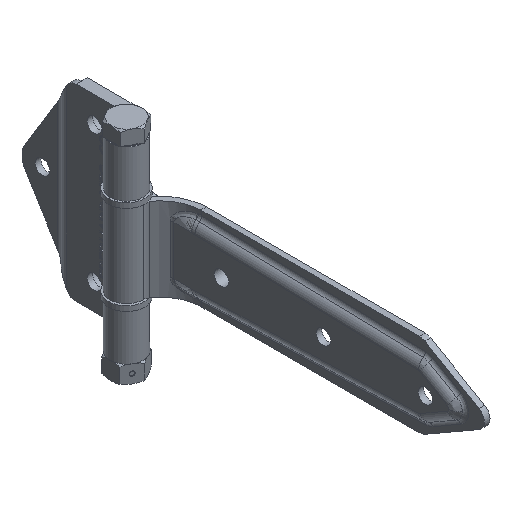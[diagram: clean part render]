
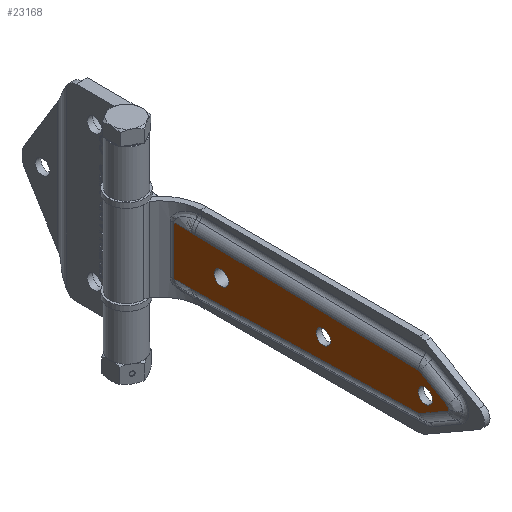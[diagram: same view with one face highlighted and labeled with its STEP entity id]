
A CAD part, isometric view. The second image highlights one B-rep face of the part: STEP entity #23168.
In plain terms, the highlighted planar face has unit normal (-1, 0, 0).
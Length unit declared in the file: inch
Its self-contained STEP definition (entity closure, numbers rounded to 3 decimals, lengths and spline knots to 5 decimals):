
#19946=CARTESIAN_POINT('',(0.3915,-4.141,0.));
#19947=VERTEX_POINT('',#19946);
#19948=CARTESIAN_POINT('',(0.3915,-4.313,0.));
#19949=DIRECTION('',(1.0,0.0,0.0));
#19950=DIRECTION('',(0.0,-1.0,0.0));
#19951=AXIS2_PLACEMENT_3D('',#19948,#19949,#19950);
#19952=CIRCLE('',#19951,0.172);
#19953=EDGE_CURVE('',#19947,#19947,#19952,.T.);
#19974=CARTESIAN_POINT('',(0.3915,-1.703,0.));
#19975=VERTEX_POINT('',#19974);
#19976=CARTESIAN_POINT('',(0.3915,-1.875,0.));
#19977=DIRECTION('',(1.0,0.0,0.0));
#19978=DIRECTION('',(0.0,-1.0,0.0));
#19979=AXIS2_PLACEMENT_3D('',#19976,#19977,#19978);
#19980=CIRCLE('',#19979,0.172);
#19981=EDGE_CURVE('',#19975,#19975,#19980,.T.);
#20002=CARTESIAN_POINT('',(0.3915,-6.579,0.));
#20003=VERTEX_POINT('',#20002);
#20004=CARTESIAN_POINT('',(0.3915,-6.751,0.));
#20005=DIRECTION('',(1.0,0.0,0.0));
#20006=DIRECTION('',(0.0,-1.0,0.0));
#20007=AXIS2_PLACEMENT_3D('',#20004,#20005,#20006);
#20008=CIRCLE('',#20007,0.172);
#20009=EDGE_CURVE('',#20003,#20003,#20008,.T.);
#21267=CARTESIAN_POINT('',(0.3915,-0.7412,0.58453));
#21268=VERTEX_POINT('',#21267);
#21296=CARTESIAN_POINT('',(0.3915,-0.7412,-0.58453));
#21297=VERTEX_POINT('',#21296);
#21305=CARTESIAN_POINT('',(0.3915,-0.7412,-0.58453));
#21306=DIRECTION('',(0.0,0.0,1.0));
#21307=VECTOR('',#21306,1.16906);
#21308=LINE('',#21305,#21307);
#21309=EDGE_CURVE('',#21297,#21268,#21308,.T.);
#21746=CARTESIAN_POINT('',(0.3915,-1.1655,-0.58453));
#21747=VERTEX_POINT('',#21746);
#21761=CARTESIAN_POINT('',(0.3915,-1.1655,-0.58453));
#21762=DIRECTION('',(0.0,1.0,0.0));
#21763=VECTOR('',#21762,0.4243);
#21764=LINE('',#21761,#21763);
#21765=EDGE_CURVE('',#21747,#21297,#21764,.T.);
#21972=CARTESIAN_POINT('',(0.3915,-7.28058,-0.05297));
#21973=VERTEX_POINT('',#21972);
#21983=CARTESIAN_POINT('',(0.3915,-6.61521,-0.43712));
#21984=VERTEX_POINT('',#21983);
#21985=CARTESIAN_POINT('',(0.3915,-6.61521,-0.43712));
#21986=DIRECTION('',(0.0,-0.866,0.5));
#21987=VECTOR('',#21986,0.7683);
#21988=LINE('',#21985,#21987);
#21989=EDGE_CURVE('',#21984,#21973,#21988,.T.);
#22035=CARTESIAN_POINT('',(0.3915,-7.31116,0.));
#22036=VERTEX_POINT('',#22035);
#22049=CARTESIAN_POINT('',(0.3915,-7.28058,-0.05297));
#22050=CARTESIAN_POINT('',(0.3915,-7.29108,-0.04691));
#22051=CARTESIAN_POINT('',(0.3915,-7.30632,-0.03048));
#22052=CARTESIAN_POINT('',(0.3915,-7.31116,-0.00916));
#22053=CARTESIAN_POINT('',(0.3915,-7.31116,0.));
#22054=B_SPLINE_CURVE_WITH_KNOTS('',3,(#22049,#22050,#22051,#22052,#22053),.UNSPECIFIED.,.F.,.U.,(4,1,4),(0.,0.09235,0.16162),.UNSPECIFIED.);
#22055=EDGE_CURVE('',#21973,#22036,#22054,.T.);
#22092=CARTESIAN_POINT('',(0.3915,-6.58618,-0.44529));
#22093=VERTEX_POINT('',#22092);
#22109=CARTESIAN_POINT('',(0.3915,-6.58618,-0.44529));
#22110=CARTESIAN_POINT('',(0.3915,-6.59636,-0.44503));
#22111=CARTESIAN_POINT('',(0.3915,-6.60643,-0.44219));
#22112=CARTESIAN_POINT('',(0.3915,-6.61521,-0.43712));
#22113=B_SPLINE_CURVE_WITH_KNOTS('',3,(#22109,#22110,#22111,#22112),.UNSPECIFIED.,.F.,.U.,(4,4),(0.89295,0.9702),.UNSPECIFIED.);
#22114=EDGE_CURVE('',#22093,#21984,#22113,.T.);
#22126=CARTESIAN_POINT('',(0.3915,-1.24205,-0.58068));
#22127=VERTEX_POINT('',#22126);
#22142=CARTESIAN_POINT('',(0.3915,-1.24205,-0.58068));
#22143=DIRECTION('',(0.,-1.,0.025));
#22144=VECTOR('',#22143,5.34584);
#22145=LINE('',#22142,#22144);
#22146=EDGE_CURVE('',#22127,#22093,#22145,.T.);
#22181=CARTESIAN_POINT('',(0.3915,-1.1655,-0.58453));
#22182=CARTESIAN_POINT('',(0.3915,-1.19098,-0.5826));
#22183=CARTESIAN_POINT('',(0.3915,-1.21651,-0.58132));
#22184=CARTESIAN_POINT('',(0.3915,-1.24205,-0.58068));
#22185=B_SPLINE_CURVE_WITH_KNOTS('',3,(#22181,#22182,#22183,#22184),.UNSPECIFIED.,.F.,.U.,(4,4),(0.0659,0.2606),.UNSPECIFIED.);
#22186=EDGE_CURVE('',#21747,#22127,#22185,.T.);
#22511=CARTESIAN_POINT('',(0.3915,-1.1655,0.58453));
#22512=VERTEX_POINT('',#22511);
#22513=CARTESIAN_POINT('',(0.3915,-1.1655,0.58453));
#22514=DIRECTION('',(0.0,1.0,0.0));
#22515=VECTOR('',#22514,0.4243);
#22516=LINE('',#22513,#22515);
#22517=EDGE_CURVE('',#22512,#21268,#22516,.T.);
#22806=CARTESIAN_POINT('',(0.3915,-7.28058,0.05297));
#22807=VERTEX_POINT('',#22806);
#22825=CARTESIAN_POINT('',(0.3915,-6.61521,0.43712));
#22826=VERTEX_POINT('',#22825);
#22834=CARTESIAN_POINT('',(0.3915,-6.61521,0.43712));
#22835=DIRECTION('',(0.,-0.866,-0.5));
#22836=VECTOR('',#22835,0.7683);
#22837=LINE('',#22834,#22836);
#22838=EDGE_CURVE('',#22826,#22807,#22837,.T.);
#22879=CARTESIAN_POINT('',(0.3915,-7.28058,0.05297));
#22880=CARTESIAN_POINT('',(0.3915,-7.29108,0.04691));
#22881=CARTESIAN_POINT('',(0.3915,-7.30632,0.03048));
#22882=CARTESIAN_POINT('',(0.3915,-7.31116,0.00916));
#22883=CARTESIAN_POINT('',(0.3915,-7.31116,0.));
#22884=B_SPLINE_CURVE_WITH_KNOTS('',3,(#22879,#22880,#22881,#22882,#22883),.UNSPECIFIED.,.F.,.U.,(4,1,4),(0.,0.09235,0.16162),.UNSPECIFIED.);
#22885=EDGE_CURVE('',#22807,#22036,#22884,.T.);
#22913=CARTESIAN_POINT('',(0.3915,-6.58618,0.44529));
#22914=VERTEX_POINT('',#22913);
#22922=CARTESIAN_POINT('',(0.3915,-6.58618,0.44529));
#22923=CARTESIAN_POINT('',(0.3915,-6.59636,0.44503));
#22924=CARTESIAN_POINT('',(0.3915,-6.60643,0.44219));
#22925=CARTESIAN_POINT('',(0.3915,-6.61521,0.43712));
#22926=B_SPLINE_CURVE_WITH_KNOTS('',3,(#22922,#22923,#22924,#22925),.UNSPECIFIED.,.F.,.U.,(4,4),(0.89295,0.9702),.UNSPECIFIED.);
#22927=EDGE_CURVE('',#22914,#22826,#22926,.T.);
#22947=CARTESIAN_POINT('',(0.3915,-1.24205,0.58068));
#22948=VERTEX_POINT('',#22947);
#22956=CARTESIAN_POINT('',(0.3915,-1.24205,0.58068));
#22957=DIRECTION('',(0.,-1.,-0.025));
#22958=VECTOR('',#22957,5.34584);
#22959=LINE('',#22956,#22958);
#22960=EDGE_CURVE('',#22948,#22914,#22959,.T.);
#22994=CARTESIAN_POINT('',(0.3915,-1.1655,0.58453));
#22995=CARTESIAN_POINT('',(0.3915,-1.19098,0.5826));
#22996=CARTESIAN_POINT('',(0.3915,-1.21651,0.58132));
#22997=CARTESIAN_POINT('',(0.3915,-1.24205,0.58068));
#22998=B_SPLINE_CURVE_WITH_KNOTS('',3,(#22994,#22995,#22996,#22997),.UNSPECIFIED.,.F.,.U.,(4,4),(0.0659,0.2606),.UNSPECIFIED.);
#22999=EDGE_CURVE('',#22512,#22948,#22998,.T.);
#23139=CARTESIAN_POINT('',(0.3915,-4.09238,0.55449));
#23140=DIRECTION('',(1.0,0.0,0.0));
#23141=DIRECTION('',(0.0,0.0,1.0));
#23142=AXIS2_PLACEMENT_3D('',#23139,#23140,#23141);
#23143=PLANE('',#23142);
#23144=ORIENTED_EDGE('',*,*,#21309,.F.);
#23145=ORIENTED_EDGE('',*,*,#21765,.F.);
#23146=ORIENTED_EDGE('',*,*,#22186,.T.);
#23147=ORIENTED_EDGE('',*,*,#22146,.T.);
#23148=ORIENTED_EDGE('',*,*,#22114,.T.);
#23149=ORIENTED_EDGE('',*,*,#21989,.T.);
#23150=ORIENTED_EDGE('',*,*,#22055,.T.);
#23151=ORIENTED_EDGE('',*,*,#22885,.F.);
#23152=ORIENTED_EDGE('',*,*,#22838,.F.);
#23153=ORIENTED_EDGE('',*,*,#22927,.F.);
#23154=ORIENTED_EDGE('',*,*,#22960,.F.);
#23155=ORIENTED_EDGE('',*,*,#22999,.F.);
#23156=ORIENTED_EDGE('',*,*,#22517,.T.);
#23157=EDGE_LOOP('',(#23144,#23145,#23146,#23147,#23148,#23149,#23150,#23151,#23152,#23153,#23154,#23155,#23156));
#23158=FACE_OUTER_BOUND('',#23157,.T.);
#23159=ORIENTED_EDGE('',*,*,#19953,.T.);
#23160=EDGE_LOOP('',(#23159));
#23161=FACE_BOUND('',#23160,.T.);
#23162=ORIENTED_EDGE('',*,*,#19981,.T.);
#23163=EDGE_LOOP('',(#23162));
#23164=FACE_BOUND('',#23163,.T.);
#23165=ORIENTED_EDGE('',*,*,#20009,.T.);
#23166=EDGE_LOOP('',(#23165));
#23167=FACE_BOUND('',#23166,.T.);
#23168=ADVANCED_FACE('',(#23158,#23161,#23164,#23167),#23143,.F.);
